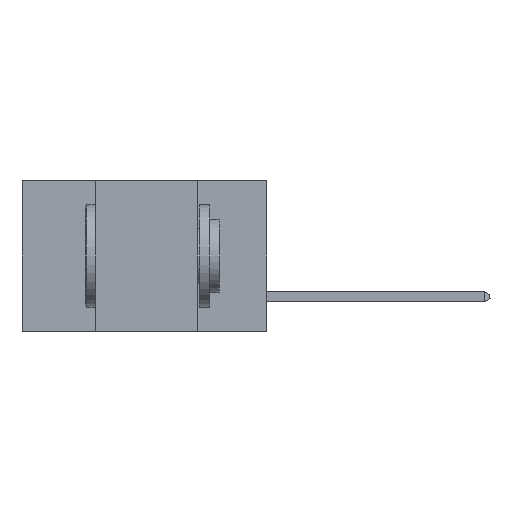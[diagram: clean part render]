
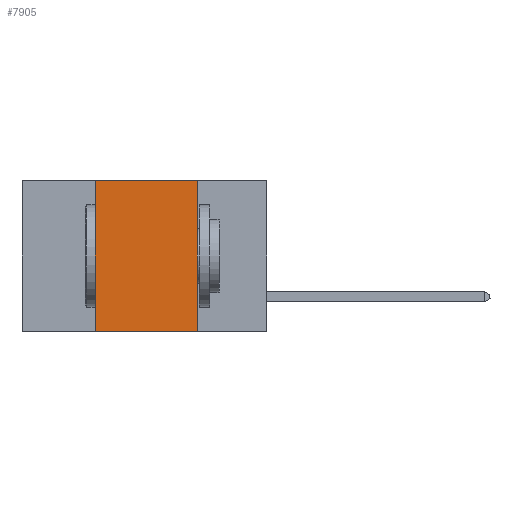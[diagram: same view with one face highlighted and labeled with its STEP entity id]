
A CAD part, left-side view. The second image highlights one B-rep face of the part: STEP entity #7905.
In plain terms, the highlighted planar face has unit normal (-1, 0, 0).
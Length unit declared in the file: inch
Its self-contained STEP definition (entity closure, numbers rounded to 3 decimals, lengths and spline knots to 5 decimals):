
#152 = CARTESIAN_POINT ( 'NONE',  ( 0., 0.42, -0.37 ) ) ;
#549 = EDGE_CURVE ( 'NONE', #13650, #26920, #15414, .T. ) ;
#907 = DIRECTION ( 'NONE',  ( 0., -1., 0. ) ) ;
#3271 = DIRECTION ( 'NONE',  ( 1., 0., 0. ) ) ;
#4584 = CARTESIAN_POINT ( 'NONE',  ( 0., 0.17, 0. ) ) ;
#6275 = LINE ( 'NONE', #22182, #27471 ) ;
#6726 = EDGE_CURVE ( 'NONE', #28203, #13650, #6275, .T. ) ;
#7905 = ADVANCED_FACE ( 'NONE', ( #29360 ), #29026, .F. ) ;
#10306 = ORIENTED_EDGE ( 'NONE', *, *, #18971, .F. ) ;
#11083 = CARTESIAN_POINT ( 'NONE',  ( 0., 0.6, 0. ) ) ;
#11786 = AXIS2_PLACEMENT_3D ( 'NONE', #31698, #3271, #11798 ) ;
#11798 = DIRECTION ( 'NONE',  ( 0., 0., -1. ) ) ;
#12083 = ORIENTED_EDGE ( 'NONE', *, *, #549, .F. ) ;
#12374 = VERTEX_POINT ( 'NONE', #25252 ) ;
#13527 = ORIENTED_EDGE ( 'NONE', *, *, #26940, .T. ) ;
#13650 = VERTEX_POINT ( 'NONE', #16178 ) ;
#15414 = LINE ( 'NONE', #11083, #21350 ) ;
#15510 = VECTOR ( 'NONE', #27206, 39.37008 ) ;
#16178 = CARTESIAN_POINT ( 'NONE',  ( 0., 0.42, 0. ) ) ;
#17844 = LINE ( 'NONE', #4584, #30543 ) ;
#17857 = DIRECTION ( 'NONE',  ( 0., 0., 1. ) ) ;
#18971 = EDGE_CURVE ( 'NONE', #26920, #12374, #17844, .T. ) ;
#19544 = CARTESIAN_POINT ( 'NONE',  ( 0., 0.6, -0.37 ) ) ;
#21350 = VECTOR ( 'NONE', #907, 39.37008 ) ;
#22182 = CARTESIAN_POINT ( 'NONE',  ( 0., 0.42, 0. ) ) ;
#22686 = EDGE_LOOP ( 'NONE', ( #10306, #12083, #24085, #13527 ) ) ;
#22767 = DIRECTION ( 'NONE',  ( 0., 0., -1. ) ) ;
#24085 = ORIENTED_EDGE ( 'NONE', *, *, #6726, .F. ) ;
#25252 = CARTESIAN_POINT ( 'NONE',  ( 0., 0.17, -0.37 ) ) ;
#26920 = VERTEX_POINT ( 'NONE', #31883 ) ;
#26940 = EDGE_CURVE ( 'NONE', #28203, #12374, #27479, .T. ) ;
#27206 = DIRECTION ( 'NONE',  ( 0., -1., 0. ) ) ;
#27471 = VECTOR ( 'NONE', #17857, 39.37008 ) ;
#27479 = LINE ( 'NONE', #19544, #15510 ) ;
#28203 = VERTEX_POINT ( 'NONE', #152 ) ;
#29026 = PLANE ( 'NONE',  #11786 ) ;
#29360 = FACE_OUTER_BOUND ( 'NONE', #22686, .T. ) ;
#30543 = VECTOR ( 'NONE', #22767, 39.37008 ) ;
#31698 = CARTESIAN_POINT ( 'NONE',  ( 0., 0.6, 0. ) ) ;
#31883 = CARTESIAN_POINT ( 'NONE',  ( 0., 0.17, 0. ) ) ;
